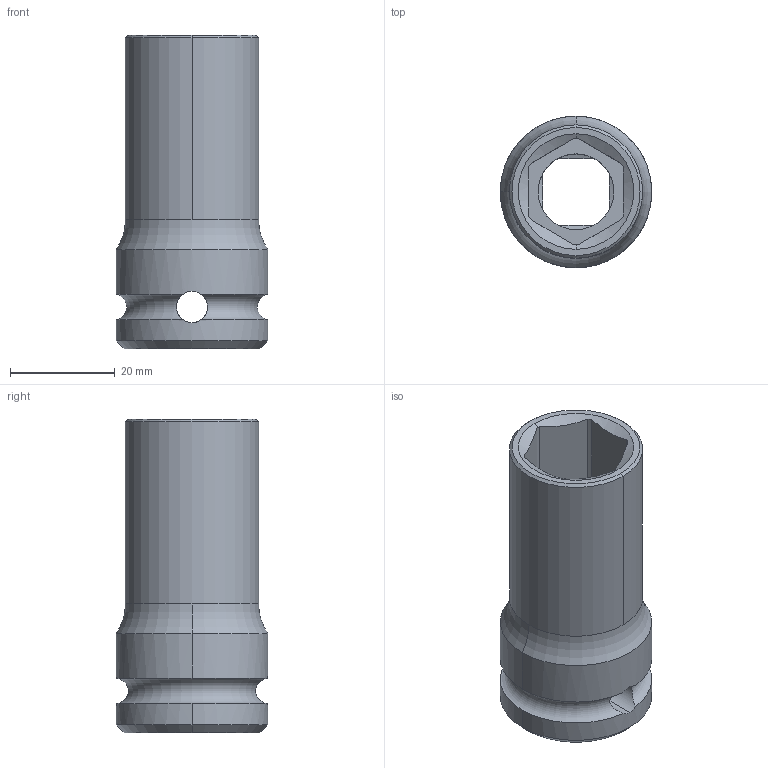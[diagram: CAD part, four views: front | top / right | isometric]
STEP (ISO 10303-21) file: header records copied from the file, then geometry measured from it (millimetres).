
FILE_DESCRIPTION((''),'2;1');
FILE_NAME('4027130218','2023-10-11T14:29:48',('a00565553'),(''),'CREO PARAMETRIC BY PTC INC, 2022414','CREO PARAMETRIC BY PTC INC, 2022414','');
FILE_SCHEMA(('CONFIG_CONTROL_DESIGN','GEOMETRIC_VALIDATION_PROPERTIES_MIM'));
Length unit declared in the file: millimetre
Products named in the file (1): 4027130218
Bounding box: 29 x 29 x 60 mm (x, y, z)
Volume: 20561 mm3; surface area: 9087.4 mm2
Topology: 1 solids, 1 shells, 63 faces, 167 edges, 104 vertices
Faces by surface type: cylinder 23, plane 22, cone 14, torus 4
Entity records: 2283 total; most frequent: CARTESIAN_POINT 612, ORIENTED_EDGE 334, DIRECTION 324, EDGE_CURVE 167, AXIS2_PLACEMENT_3D 131, VERTEX_POINT 104, CIRCLE 68, EDGE_LOOP 67
